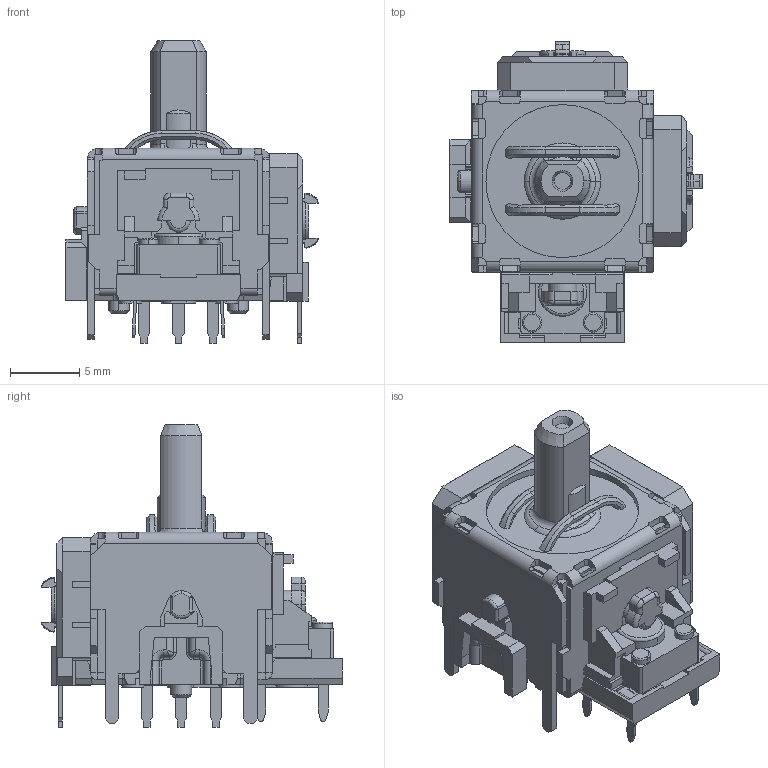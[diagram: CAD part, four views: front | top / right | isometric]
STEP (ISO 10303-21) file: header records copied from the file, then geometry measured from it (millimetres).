
FILE_DESCRIPTION (( 'STEP AP214' ), '1' );
FILE_NAME ('RKJXV1224005.STEP', '2025-06-03T09:24:14', ( '' ), ( '' ), 'SwSTEP 2.0', 'SolidWorks 2024', '' );
FILE_SCHEMA (( 'AUTOMOTIVE_DESIGN' ));
Length unit declared in the file: millimetre
Products named in the file (1): RKJXV1224005
Bounding box: 18.2 x 21.7 x 21.85 mm (x, y, z)
Volume: 2569.9 mm3; surface area: 2152.5 mm2
Topology: 1 solids, 31 shells, 1733 faces, 4696 edges, 3036 vertices
Faces by surface type: plane 1121, cylinder 484, torus 49, cone 48, bspline 19, sphere 12
Entity records: 74959 total; most frequent: CARTESIAN_POINT 11939, ORIENTED_EDGE 9370, DIRECTION 8952, EDGE_CURVE 4685, LINE 3346, VECTOR 3346, VERTEX_POINT 3036, AXIS2_PLACEMENT_3D 2803
